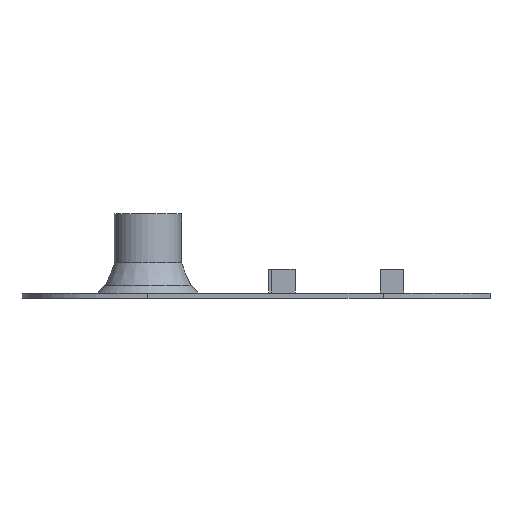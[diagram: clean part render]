
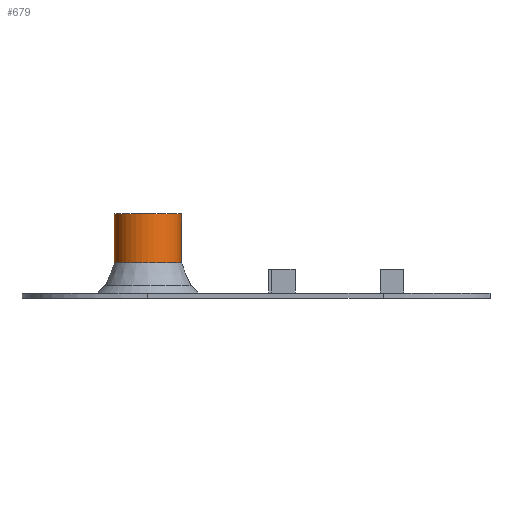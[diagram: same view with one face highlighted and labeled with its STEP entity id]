
A CAD part, left-side view. The second image highlights one B-rep face of the part: STEP entity #679.
In plain terms, the highlighted cylindrical face has radius 10 mm (diameter 20 mm), a full revolution.
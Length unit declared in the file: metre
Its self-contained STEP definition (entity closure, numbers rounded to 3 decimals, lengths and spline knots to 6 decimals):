
#14=CYLINDRICAL_SURFACE('',#735,0.01);
#35=CIRCLE('',#736,0.01);
#36=CIRCLE('',#737,0.01);
#115=ORIENTED_EDGE('',*,*,#267,.T.);
#116=ORIENTED_EDGE('',*,*,#268,.F.);
#267=EDGE_CURVE('',#347,#347,#35,.F.);
#268=EDGE_CURVE('',#348,#348,#36,.T.);
#347=VERTEX_POINT('',#1341);
#348=VERTEX_POINT('',#1343);
#521=EDGE_LOOP('',(#115));
#522=EDGE_LOOP('',(#116));
#587=FACE_BOUND('',#521,.T.);
#588=FACE_BOUND('',#522,.T.);
#679=ADVANCED_FACE('',(#587,#588),#14,.T.);
#735=AXIS2_PLACEMENT_3D('',#1339,#834,#835);
#736=AXIS2_PLACEMENT_3D('',#1340,#836,#837);
#737=AXIS2_PLACEMENT_3D('',#1342,#838,#839);
#834=DIRECTION('',(0.,0.,-1.));
#835=DIRECTION('',(-1.,0.,0.));
#836=DIRECTION('',(0.,0.,-1.));
#837=DIRECTION('',(-1.,0.,0.));
#838=DIRECTION('',(0.,0.,1.));
#839=DIRECTION('',(0.,-1.,0.));
#1339=CARTESIAN_POINT('',(-0.000002,0.022669,0.025002));
#1340=CARTESIAN_POINT('',(-0.000002,0.022669,0.0105));
#1341=CARTESIAN_POINT('',(-0.010002,0.022669,0.0105));
#1342=CARTESIAN_POINT('',(-0.000002,0.022669,0.025));
#1343=CARTESIAN_POINT('',(-0.000002,0.012669,0.025));
